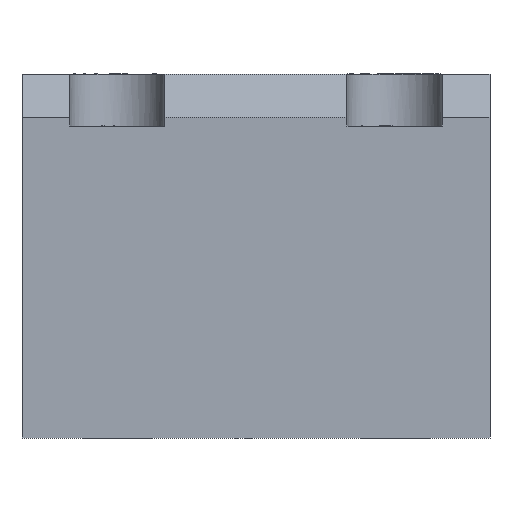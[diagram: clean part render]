
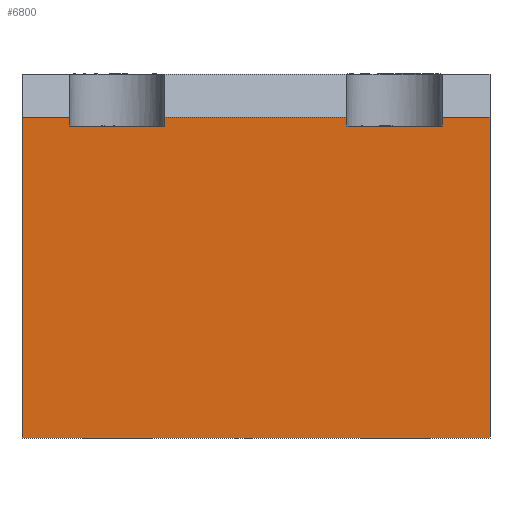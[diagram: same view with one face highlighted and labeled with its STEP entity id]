
A CAD part, front view. The second image highlights one B-rep face of the part: STEP entity #6800.
In plain terms, the highlighted free-form (B-spline) face has degree [1, 1] with [2, 2] control points.
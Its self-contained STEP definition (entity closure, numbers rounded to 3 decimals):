
#5890 = CARTESIAN_POINT ('', (16.5, 0., 37.));
#5900 = VERTEX_POINT ('', #5890);
#5910 = CARTESIAN_POINT ('', (16.5, 0., 36.));
#5920 = VERTEX_POINT ('', #5910);
#5930 = CARTESIAN_POINT ('', (16.5, 0., 37.));
#5940 = CARTESIAN_POINT ('', (16.5, 0., 36.));
#5950 = B_SPLINE_CURVE_WITH_KNOTS ('', 1, (#5930, #5940), .UNSPECIFIED., .F., .U., (2, 2), (0., 1.), .UNSPECIFIED.);
#5960 = EDGE_CURVE ('', #5900, #5920, #5950, .T.);
#5970 = ORIENTED_EDGE ('', *, *, #5960, .T.);
#5980 = CARTESIAN_POINT ('', (5.5, 0., 36.));
#5990 = VERTEX_POINT ('', #5980);
#6000 = CARTESIAN_POINT ('', (16.5, 0., 36.));
#6010 = CARTESIAN_POINT ('', (5.5, 0., 36.));
#6020 = B_SPLINE_CURVE_WITH_KNOTS ('', 1, (#6000, #6010), .UNSPECIFIED., .F., .U., (2, 2), (0., 1.), .UNSPECIFIED.);
#6030 = EDGE_CURVE ('', #5920, #5990, #6020, .T.);
#6040 = ORIENTED_EDGE ('', *, *, #6030, .T.);
#6050 = CARTESIAN_POINT ('', (5.5, 0., 37.));
#6060 = VERTEX_POINT ('', #6050);
#6070 = CARTESIAN_POINT ('', (5.5, 0., 36.));
#6080 = CARTESIAN_POINT ('', (5.5, 0., 37.));
#6090 = B_SPLINE_CURVE_WITH_KNOTS ('', 1, (#6070, #6080), .UNSPECIFIED., .F., .U., (2, 2), (0., 1.), .UNSPECIFIED.);
#6100 = EDGE_CURVE ('', #5990, #6060, #6090, .T.);
#6110 = ORIENTED_EDGE ('', *, *, #6100, .T.);
#6120 = CARTESIAN_POINT ('', (0., 0., 37.));
#6130 = VERTEX_POINT ('', #6120);
#6140 = CARTESIAN_POINT ('', (5.5, 0., 37.));
#6150 = CARTESIAN_POINT ('', (0., 0., 37.));
#6160 = B_SPLINE_CURVE_WITH_KNOTS ('', 1, (#6140, #6150), .UNSPECIFIED., .F., .U., (2, 2), (0., 1.), .UNSPECIFIED.);
#6170 = EDGE_CURVE ('', #6060, #6130, #6160, .T.);
#6180 = ORIENTED_EDGE ('', *, *, #6170, .T.);
#6190 = CARTESIAN_POINT ('', (0., 0., 0.));
#6200 = VERTEX_POINT ('', #6190);
#6210 = CARTESIAN_POINT ('', (0., 0., 37.));
#6220 = CARTESIAN_POINT ('', (0., 0., 0.));
#6230 = B_SPLINE_CURVE_WITH_KNOTS ('', 1, (#6210, #6220), .UNSPECIFIED., .F., .U., (2, 2), (0., 1.), .UNSPECIFIED.);
#6240 = EDGE_CURVE ('', #6130, #6200, #6230, .T.);
#6250 = ORIENTED_EDGE ('', *, *, #6240, .T.);
#6260 = CARTESIAN_POINT ('', (54., 0., 0.));
#6270 = VERTEX_POINT ('', #6260);
#6280 = CARTESIAN_POINT ('', (0., 0., 0.));
#6290 = CARTESIAN_POINT ('', (54., 0., 0.));
#6300 = B_SPLINE_CURVE_WITH_KNOTS ('', 1, (#6280, #6290), .UNSPECIFIED., .F., .U., (2, 2), (0., 1.), .UNSPECIFIED.);
#6310 = EDGE_CURVE ('', #6200, #6270, #6300, .T.);
#6320 = ORIENTED_EDGE ('', *, *, #6310, .T.);
#6330 = CARTESIAN_POINT ('', (54., 0., 37.));
#6340 = VERTEX_POINT ('', #6330);
#6350 = CARTESIAN_POINT ('', (54., 0., 0.));
#6360 = CARTESIAN_POINT ('', (54., 0., 37.));
#6370 = B_SPLINE_CURVE_WITH_KNOTS ('', 1, (#6350, #6360), .UNSPECIFIED., .F., .U., (2, 2), (0., 1.), .UNSPECIFIED.);
#6380 = EDGE_CURVE ('', #6270, #6340, #6370, .T.);
#6390 = ORIENTED_EDGE ('', *, *, #6380, .T.);
#6400 = CARTESIAN_POINT ('', (48.5, 0., 37.));
#6410 = VERTEX_POINT ('', #6400);
#6420 = CARTESIAN_POINT ('', (54., 0., 37.));
#6430 = CARTESIAN_POINT ('', (48.5, 0., 37.));
#6440 = B_SPLINE_CURVE_WITH_KNOTS ('', 1, (#6420, #6430), .UNSPECIFIED., .F., .U., (2, 2), (0., 1.), .UNSPECIFIED.);
#6450 = EDGE_CURVE ('', #6340, #6410, #6440, .T.);
#6460 = ORIENTED_EDGE ('', *, *, #6450, .T.);
#6470 = CARTESIAN_POINT ('', (48.5, 0., 36.));
#6480 = VERTEX_POINT ('', #6470);
#6490 = CARTESIAN_POINT ('', (48.5, 0., 37.));
#6500 = CARTESIAN_POINT ('', (48.5, 0., 36.));
#6510 = B_SPLINE_CURVE_WITH_KNOTS ('', 1, (#6490, #6500), .UNSPECIFIED., .F., .U., (2, 2), (0., 1.), .UNSPECIFIED.);
#6520 = EDGE_CURVE ('', #6410, #6480, #6510, .T.);
#6530 = ORIENTED_EDGE ('', *, *, #6520, .T.);
#6540 = CARTESIAN_POINT ('', (37.5, 0., 36.));
#6550 = VERTEX_POINT ('', #6540);
#6560 = CARTESIAN_POINT ('', (48.5, 0., 36.));
#6570 = CARTESIAN_POINT ('', (37.5, 0., 36.));
#6580 = B_SPLINE_CURVE_WITH_KNOTS ('', 1, (#6560, #6570), .UNSPECIFIED., .F., .U., (2, 2), (0., 1.), .UNSPECIFIED.);
#6590 = EDGE_CURVE ('', #6480, #6550, #6580, .T.);
#6600 = ORIENTED_EDGE ('', *, *, #6590, .T.);
#6610 = CARTESIAN_POINT ('', (37.5, 0., 37.));
#6620 = VERTEX_POINT ('', #6610);
#6630 = CARTESIAN_POINT ('', (37.5, 0., 36.));
#6640 = CARTESIAN_POINT ('', (37.5, 0., 37.));
#6650 = B_SPLINE_CURVE_WITH_KNOTS ('', 1, (#6630, #6640), .UNSPECIFIED., .F., .U., (2, 2), (0., 1.), .UNSPECIFIED.);
#6660 = EDGE_CURVE ('', #6550, #6620, #6650, .T.);
#6670 = ORIENTED_EDGE ('', *, *, #6660, .T.);
#6680 = CARTESIAN_POINT ('', (37.5, 0., 37.));
#6690 = CARTESIAN_POINT ('', (16.5, 0., 37.));
#6700 = B_SPLINE_CURVE_WITH_KNOTS ('', 1, (#6680, #6690), .UNSPECIFIED., .F., .U., (2, 2), (0., 1.), .UNSPECIFIED.);
#6710 = EDGE_CURVE ('', #6620, #5900, #6700, .T.);
#6720 = ORIENTED_EDGE ('', *, *, #6710, .T.);
#6730 = EDGE_LOOP ('', (#5970, #6040, #6110, #6180, #6250, #6320, #6390, #6460, #6530, #6600, #6670, #6720));
#6740 = FACE_OUTER_BOUND ('', #6730, .T.);
#6750 = CARTESIAN_POINT ('', (0., 0., 37.));
#6760 = CARTESIAN_POINT ('', (54., 0., 37.));
#6770 = CARTESIAN_POINT ('', (0., 0., 0.));
#6780 = CARTESIAN_POINT ('', (54., 0., 0.));
#6790 = B_SPLINE_SURFACE_WITH_KNOTS ('', 1, 1, ((#6750, #6760), (#6770, #6780)), .UNSPECIFIED., .F., .F., .U., (2, 2), (2, 2), (0., 1.), (0., 1.), .UNSPECIFIED.);
#6800 = ADVANCED_FACE ('', (#6740), #6790, .T.);
